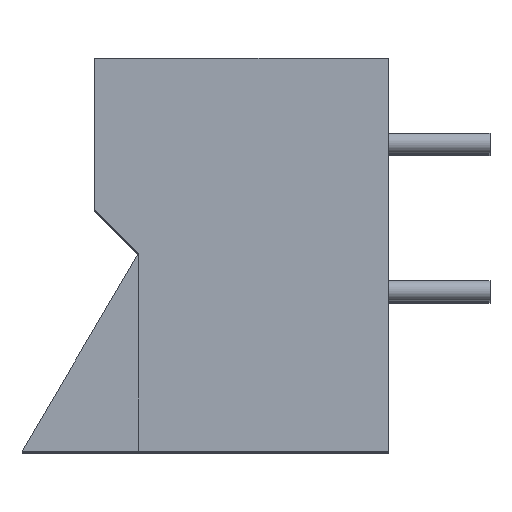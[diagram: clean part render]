
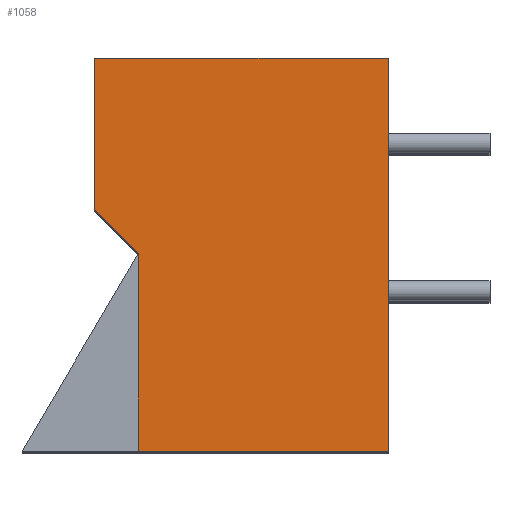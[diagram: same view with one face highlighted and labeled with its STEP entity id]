
A CAD part, top view. The second image highlights one B-rep face of the part: STEP entity #1058.
In plain terms, the highlighted planar face has unit normal (0, 0, 1).
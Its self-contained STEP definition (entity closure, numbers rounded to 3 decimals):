
#1058=ADVANCED_FACE('',(#1717),#1719,.T.);
#1717=FACE_BOUND('',#1718,.T.);
#1718=EDGE_LOOP('',(#2191,#2192,#2193,#2194,#2195,#2196));
#1719=PLANE('',#1720);
#1720=AXIS2_PLACEMENT_3D('',#1721,#1722,#1723);
#1721=CARTESIAN_POINT('',(0.,0.,0.));
#1722=DIRECTION('',(0.,0.,1.));
#1723=DIRECTION('',(1.,0.,0.));
#2191=ORIENTED_EDGE('',*,*,#2440,.T.);
#2192=ORIENTED_EDGE('',*,*,#2444,.T.);
#2193=ORIENTED_EDGE('',*,*,#2447,.T.);
#2194=ORIENTED_EDGE('',*,*,#2450,.T.);
#2195=ORIENTED_EDGE('',*,*,#2453,.T.);
#2196=ORIENTED_EDGE('',*,*,#2455,.T.);
#2440=EDGE_CURVE('',#2682,#2680,#2683,.T.);
#2444=EDGE_CURVE('',#2680,#2687,#2689,.T.);
#2447=EDGE_CURVE('',#2687,#2692,#2694,.T.);
#2450=EDGE_CURVE('',#2692,#2697,#2699,.T.);
#2453=EDGE_CURVE('',#2697,#2702,#2704,.T.);
#2455=EDGE_CURVE('',#2702,#2682,#2706,.T.);
#2680=VERTEX_POINT('',#3173);
#2682=VERTEX_POINT('',#3177);
#2683=LINE('',#3178,#3179);
#2687=VERTEX_POINT('',#3188);
#2689=LINE('',#3192,#3193);
#2692=VERTEX_POINT('',#3199);
#2694=LINE('',#3203,#3204);
#2697=VERTEX_POINT('',#3210);
#2699=LINE('',#3214,#3215);
#2702=VERTEX_POINT('',#3221);
#2704=LINE('',#3225,#3226);
#2706=LINE('',#3231,#3232);
#3173=CARTESIAN_POINT('',(10.1,0.,0.));
#3177=CARTESIAN_POINT('',(10.1,-13.513,0.));
#3178=CARTESIAN_POINT('',(10.1,-13.513,0.));
#3179=VECTOR('',#3180,1.);
#3180=DIRECTION('',(0.,1.,0.));
#3188=CARTESIAN_POINT('',(0.,0.,0.));
#3192=CARTESIAN_POINT('',(10.1,0.,0.));
#3193=VECTOR('',#3194,1.);
#3194=DIRECTION('',(-1.,0.,0.));
#3199=CARTESIAN_POINT('',(0.,-5.19,0.));
#3203=CARTESIAN_POINT('',(0.,0.,0.));
#3204=VECTOR('',#3205,1.);
#3205=DIRECTION('',(0.,-1.,0.));
#3210=CARTESIAN_POINT('',(1.5,-6.713,0.));
#3214=CARTESIAN_POINT('',(0.,-5.19,0.));
#3215=VECTOR('',#3216,1.);
#3216=DIRECTION('',(0.702,-0.712,0.));
#3221=CARTESIAN_POINT('',(1.5,-13.513,0.));
#3225=CARTESIAN_POINT('',(1.5,-6.713,0.));
#3226=VECTOR('',#3227,1.);
#3227=DIRECTION('',(0.,-1.,0.));
#3231=CARTESIAN_POINT('',(1.5,-13.513,0.));
#3232=VECTOR('',#3233,1.);
#3233=DIRECTION('',(1.,0.,0.));
